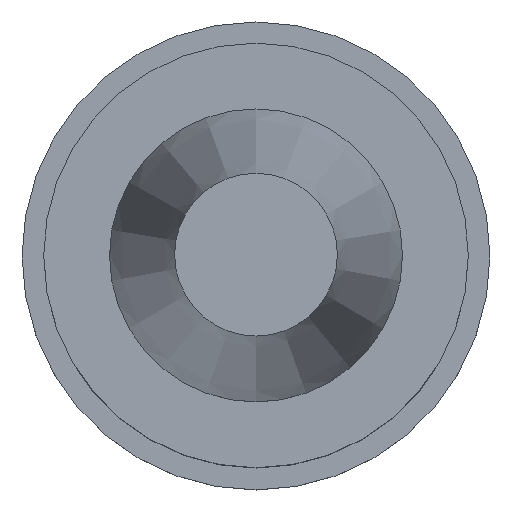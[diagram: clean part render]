
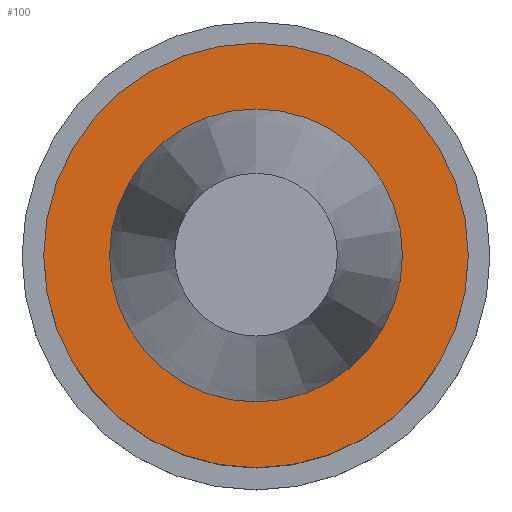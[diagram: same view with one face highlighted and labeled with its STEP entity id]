
A CAD part, top view. The second image highlights one B-rep face of the part: STEP entity #100.
In plain terms, the highlighted planar face has unit normal (0, 0, 1).
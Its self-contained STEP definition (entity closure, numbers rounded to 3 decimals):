
#92=EDGE_CURVE('Unnamed[1]',#230,#230,#231,.T.);
#100=ADVANCED_FACE('Unnamed[1]',(#242,#243),#244,.T.);
#121=EDGE_CURVE('Unnamed[1]',#277,#277,#278,.T.);
#230=VERTEX_POINT('',#413);
#231=CIRCLE('',#414,23.0);
#242=FACE_OUTER_BOUND('',#428,.T.);
#243=FACE_BOUND('',#429,.T.);
#244=PLANE('',#430);
#277=VERTEX_POINT('',#471);
#278=CIRCLE('',#472,15.875);
#413=CARTESIAN_POINT('',(0.,23.0,-1.));
#414=AXIS2_PLACEMENT_3D('',#615,#616,#617);
#428=EDGE_LOOP('',(#628));
#429=EDGE_LOOP('',(#629));
#430=AXIS2_PLACEMENT_3D('',#630,#631,#632);
#471=CARTESIAN_POINT('',(0.,15.875,-1.));
#472=AXIS2_PLACEMENT_3D('',#669,#670,#671);
#615=CARTESIAN_POINT('',(0.,0.,-1.0));
#616=DIRECTION('',(0.,0.,-1.0));
#617=DIRECTION('',(0.,1.0,0.));
#628=ORIENTED_EDGE('',*,*,#92,.F.);
#629=ORIENTED_EDGE('',*,*,#121,.T.);
#630=CARTESIAN_POINT('',(0.,19.438,-1.));
#631=DIRECTION('',(0.,0.,1.0));
#632=DIRECTION('',(0.,-1.0,0.));
#669=CARTESIAN_POINT('',(0.,0.,-1.0));
#670=DIRECTION('',(0.,0.,-1.0));
#671=DIRECTION('',(0.,1.0,0.));
